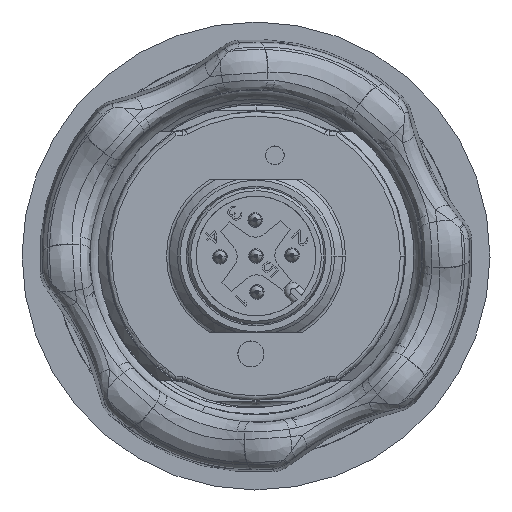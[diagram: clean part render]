
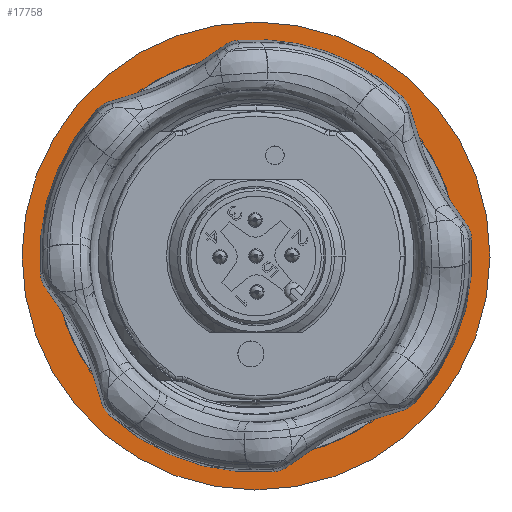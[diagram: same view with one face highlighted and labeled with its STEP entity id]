
A CAD part, front view. The second image highlights one B-rep face of the part: STEP entity #17758.
In plain terms, the highlighted planar face has unit normal (0, -1, 0).
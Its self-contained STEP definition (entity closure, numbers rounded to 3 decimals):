
#406 = DIRECTION ( 'NONE',  ( 0.169, 0., -0.986 ) ) ;
#823 = DIRECTION ( 'NONE',  ( 0.169, 0., -0.986 ) ) ;
#1091 = ORIENTED_EDGE ( 'NONE', *, *, #25718, .T. ) ;
#1381 = DIRECTION ( 'NONE',  ( 0.169, 0., -0.986 ) ) ;
#1414 = EDGE_CURVE ( 'NONE', #4437, #3205, #5635, .T. ) ;
#2298 = ORIENTED_EDGE ( 'NONE', *, *, #2364, .F. ) ;
#2364 = EDGE_CURVE ( 'NONE', #3205, #4437, #27512, .T. ) ;
#3205 = VERTEX_POINT ( 'NONE', #28219 ) ;
#3585 = ORIENTED_EDGE ( 'NONE', *, *, #23628, .T. ) ;
#4437 = VERTEX_POINT ( 'NONE', #9234 ) ;
#4492 = DIRECTION ( 'NONE',  ( 0., -1., 0. ) ) ;
#4781 = AXIS2_PLACEMENT_3D ( 'NONE', #9421, #14067, #406 ) ;
#5635 = CIRCLE ( 'NONE', #11233, 14. ) ;
#8555 = PLANE ( 'NONE',  #10906 ) ;
#9234 = CARTESIAN_POINT ( 'NONE',  ( -2.368, 14.9, 13.798 ) ) ;
#9421 = CARTESIAN_POINT ( 'NONE',  ( 0., 14.9, 0. ) ) ;
#10345 = DIRECTION ( 'NONE',  ( 0.169, 0., -0.986 ) ) ;
#10906 = AXIS2_PLACEMENT_3D ( 'NONE', #24694, #18157, #823 ) ;
#11141 = CARTESIAN_POINT ( 'NONE',  ( -2.744, 14.9, 15.985 ) ) ;
#11233 = AXIS2_PLACEMENT_3D ( 'NONE', #27717, #21318, #1381 ) ;
#12053 = AXIS2_PLACEMENT_3D ( 'NONE', #20342, #4492, #18024 ) ;
#14067 = DIRECTION ( 'NONE',  ( 0., -1., 0. ) ) ;
#14443 = DIRECTION ( 'NONE',  ( 0., -1., 0. ) ) ;
#17616 = CIRCLE ( 'NONE', #12053, 16.219 ) ;
#17758 = ADVANCED_FACE ( 'NONE', ( #19618, #28478 ), #8555, .T. ) ;
#18017 = VERTEX_POINT ( 'NONE', #11141 ) ;
#18024 = DIRECTION ( 'NONE',  ( 0.169, 0., -0.986 ) ) ;
#18157 = DIRECTION ( 'NONE',  ( 0., -1., 0. ) ) ;
#19123 = AXIS2_PLACEMENT_3D ( 'NONE', #21552, #14443, #10345 ) ;
#19618 = FACE_OUTER_BOUND ( 'NONE', #21531, .T. ) ;
#20024 = CIRCLE ( 'NONE', #19123, 16.219 ) ;
#20342 = CARTESIAN_POINT ( 'NONE',  ( 0., 14.9, 0. ) ) ;
#21094 = VERTEX_POINT ( 'NONE', #24480 ) ;
#21318 = DIRECTION ( 'NONE',  ( 0., -1., 0. ) ) ;
#21531 = EDGE_LOOP ( 'NONE', ( #3585, #1091 ) ) ;
#21552 = CARTESIAN_POINT ( 'NONE',  ( 0., 14.9, 0. ) ) ;
#21998 = ORIENTED_EDGE ( 'NONE', *, *, #1414, .F. ) ;
#23628 = EDGE_CURVE ( 'NONE', #21094, #18017, #17616, .T. ) ;
#24480 = CARTESIAN_POINT ( 'NONE',  ( 2.744, 14.9, -15.985 ) ) ;
#24694 = CARTESIAN_POINT ( 'NONE',  ( 13.798, 14.9, 2.368 ) ) ;
#25718 = EDGE_CURVE ( 'NONE', #18017, #21094, #20024, .T. ) ;
#27512 = CIRCLE ( 'NONE', #4781, 14. ) ;
#27717 = CARTESIAN_POINT ( 'NONE',  ( 0., 14.9, 0. ) ) ;
#28155 = EDGE_LOOP ( 'NONE', ( #2298, #21998 ) ) ;
#28219 = CARTESIAN_POINT ( 'NONE',  ( 2.368, 14.9, -13.798 ) ) ;
#28478 = FACE_BOUND ( 'NONE', #28155, .T. ) ;
